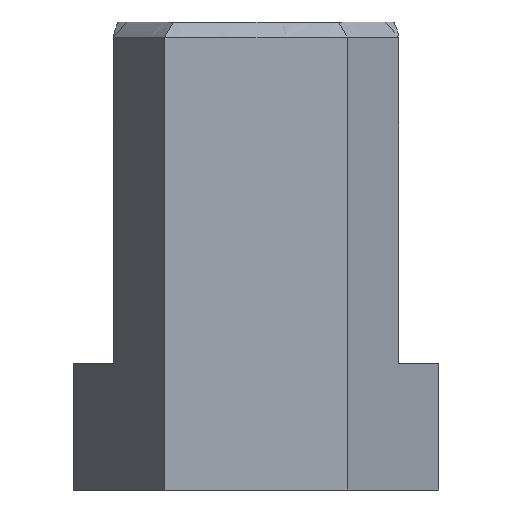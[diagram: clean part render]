
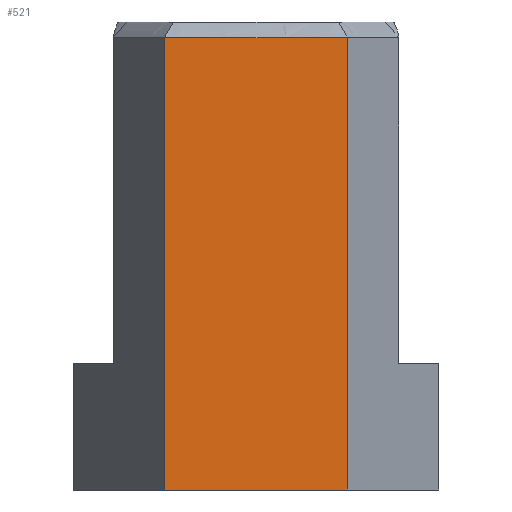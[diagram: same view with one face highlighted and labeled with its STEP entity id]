
A CAD part, left-side view. The second image highlights one B-rep face of the part: STEP entity #521.
In plain terms, the highlighted planar face has unit normal (-1, 0, 0).
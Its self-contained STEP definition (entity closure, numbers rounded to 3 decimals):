
#53=LINE('',#1692,#84);
#69=LINE('',#1831,#100);
#75=LINE('',#1847,#106);
#84=VECTOR('',#606,10.);
#100=VECTOR('',#656,10.);
#106=VECTOR('',#674,10.);
#122=PLANE('',#572);
#147=FACE_OUTER_BOUND('',#179,.T.);
#179=EDGE_LOOP('',(#462,#463,#464,#465));
#194=B_SPLINE_CURVE_WITH_KNOTS('',3,(#1178,#1179,#1180,#1181),
 .UNSPECIFIED.,.F.,.F.,(4,4),(0.,0.577),.UNSPECIFIED.);
#214=VERTEX_POINT('',#1013);
#219=VERTEX_POINT('',#1157);
#238=VERTEX_POINT('',#1691);
#254=VERTEX_POINT('',#1829);
#269=EDGE_CURVE('',#219,#214,#194,.T.);
#294=EDGE_CURVE('',#214,#238,#53,.T.);
#322=EDGE_CURVE('',#219,#254,#69,.T.);
#330=EDGE_CURVE('',#238,#254,#75,.T.);
#462=ORIENTED_EDGE('',*,*,#269,.F.);
#463=ORIENTED_EDGE('',*,*,#322,.T.);
#464=ORIENTED_EDGE('',*,*,#330,.F.);
#465=ORIENTED_EDGE('',*,*,#294,.F.);
#521=ADVANCED_FACE('',(#147),#122,.F.);
#572=AXIS2_PLACEMENT_3D('',#1846,#672,#673);
#606=DIRECTION('',(0.,0.,-1.));
#656=DIRECTION('',(0.,0.,-1.));
#672=DIRECTION('center_axis',(1.,0.,0.));
#673=DIRECTION('ref_axis',(0.,-1.,0.));
#674=DIRECTION('',(0.,1.,0.));
#1013=CARTESIAN_POINT('',(-5.,-2.887,11.3));
#1157=CARTESIAN_POINT('',(-5.,2.887,11.3));
#1178=CARTESIAN_POINT('Ctrl Pts',(-5.,2.887,11.3));
#1179=CARTESIAN_POINT('Ctrl Pts',(-5.,0.962,11.3));
#1180=CARTESIAN_POINT('Ctrl Pts',(-5.,-0.962,11.3));
#1181=CARTESIAN_POINT('Ctrl Pts',(-5.,-2.887,11.3));
#1691=CARTESIAN_POINT('',(-5.,-2.887,-3.));
#1692=CARTESIAN_POINT('',(-5.,-2.887,1.));
#1829=CARTESIAN_POINT('',(-5.,2.887,-3.));
#1831=CARTESIAN_POINT('',(-5.,2.887,1.));
#1846=CARTESIAN_POINT('Origin',(-5.,2.887,1.));
#1847=CARTESIAN_POINT('',(-5.,1.443,-3.));
